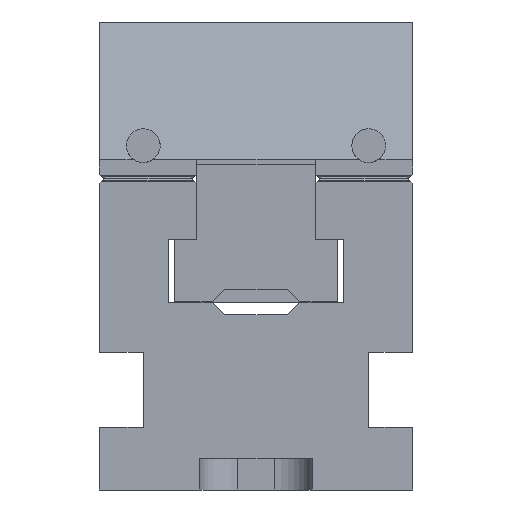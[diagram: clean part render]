
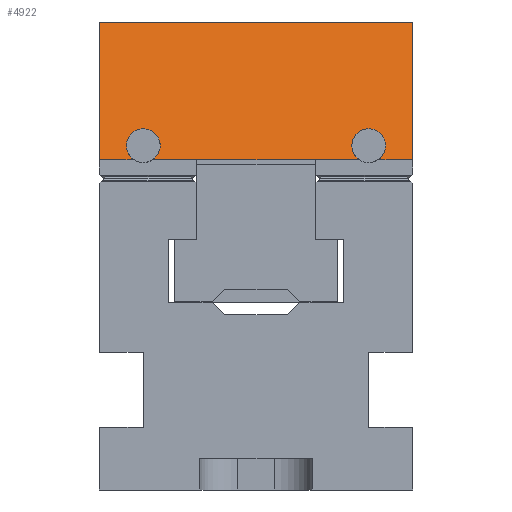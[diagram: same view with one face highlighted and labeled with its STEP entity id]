
A CAD part, front view. The second image highlights one B-rep face of the part: STEP entity #4922.
In plain terms, the highlighted face is planar.
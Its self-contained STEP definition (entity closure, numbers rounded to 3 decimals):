
#4922 = ADVANCED_FACE( '', ( #11355 ), #11356, .T. );
#11355 = FACE_OUTER_BOUND( '', #19401, .T. );
#11356 = PLANE( '', #19402 );
#19401 = EDGE_LOOP( '', ( #34805, #34806, #34807, #34808, #34809, #34810, #34811, #34812, #34813, #34814, #34815, #34816 ) );
#19402 = AXIS2_PLACEMENT_3D( '', #34817, #34818, #34819 );
#34805 = ORIENTED_EDGE( '', *, *, #52135, .F. );
#34806 = ORIENTED_EDGE( '', *, *, #55909, .T. );
#34807 = ORIENTED_EDGE( '', *, *, #49881, .F. );
#34808 = ORIENTED_EDGE( '', *, *, #55910, .T. );
#34809 = ORIENTED_EDGE( '', *, *, #54372, .F. );
#34810 = ORIENTED_EDGE( '', *, *, #55911, .F. );
#34811 = ORIENTED_EDGE( '', *, *, #55912, .T. );
#34812 = ORIENTED_EDGE( '', *, *, #51156, .T. );
#34813 = ORIENTED_EDGE( '', *, *, #54508, .F. );
#34814 = ORIENTED_EDGE( '', *, *, #51154, .T. );
#34815 = ORIENTED_EDGE( '', *, *, #55913, .F. );
#34816 = ORIENTED_EDGE( '', *, *, #50607, .F. );
#34817 = CARTESIAN_POINT( '', ( 25., 11.85, 12.5 ) );
#34818 = DIRECTION( '', ( 0., 0.966, 0.259 ) );
#34819 = DIRECTION( '', ( 0., -0.259, 0.966 ) );
#49881 = EDGE_CURVE( '', #60124, #60125, #60126, .T. );
#50607 = EDGE_CURVE( '', #61423, #61425, #61426, .T. );
#51154 = EDGE_CURVE( '', #62402, #62400, #62403, .T. );
#51156 = EDGE_CURVE( '', #62406, #62404, #62407, .T. );
#52135 = EDGE_CURVE( '', #64087, #61423, #64089, .T. );
#54372 = EDGE_CURVE( '', #67802, #67799, #67804, .T. );
#54508 = EDGE_CURVE( '', #62402, #62404, #68013, .T. );
#55909 = EDGE_CURVE( '', #64087, #60125, #70177, .T. );
#55910 = EDGE_CURVE( '', #60124, #67799, #70178, .T. );
#55911 = EDGE_CURVE( '', #70179, #67802, #70180, .T. );
#55912 = EDGE_CURVE( '', #70179, #62406, #70181, .T. );
#55913 = EDGE_CURVE( '', #61425, #62400, #70182, .T. );
#60124 = VERTEX_POINT( '', #75425 );
#60125 = VERTEX_POINT( '', #75426 );
#60126 = ELLIPSE( '', #75427, 2.795, 2.7 );
#61423 = VERTEX_POINT( '', #77319 );
#61425 = VERTEX_POINT( '', #77322 );
#61426 = LINE( '', #77323, #77324 );
#62400 = VERTEX_POINT( '', #78733 );
#62402 = VERTEX_POINT( '', #78736 );
#62403 = LINE( '', #78737, #78738 );
#62404 = VERTEX_POINT( '', #78739 );
#62406 = VERTEX_POINT( '', #78741 );
#62407 = LINE( '', #78742, #78743 );
#64087 = VERTEX_POINT( '', #81187 );
#64089 = LINE( '', #81190, #81191 );
#67799 = VERTEX_POINT( '', #86796 );
#67802 = VERTEX_POINT( '', #86801 );
#67804 = LINE( '', #86804, #86805 );
#68013 = ELLIPSE( '', #87119, 2.795, 2.7 );
#70177 = LINE( '', #90480, #90481 );
#70178 = LINE( '', #90482, #90483 );
#70179 = VERTEX_POINT( '', #90484 );
#70180 = LINE( '', #90485, #90486 );
#70181 = LINE( '', #90487, #90488 );
#70182 = LINE( '', #90489, #90490 );
#75425 = CARTESIAN_POINT( '', ( -19.463, 17.75, -9.519 ) );
#75426 = CARTESIAN_POINT( '', ( -16.537, 17.75, -9.519 ) );
#75427 = AXIS2_PLACEMENT_3D( '', #98026, #98027, #98028 );
#77319 = CARTESIAN_POINT( '', ( -9.5, 17.745, -9.5 ) );
#77322 = CARTESIAN_POINT( '', ( 9.5, 17.745, -9.5 ) );
#77323 = CARTESIAN_POINT( '', ( 25., 17.745, -9.5 ) );
#77324 = VECTOR( '', #98651, 1000. );
#78733 = CARTESIAN_POINT( '', ( 9.5, 17.75, -9.519 ) );
#78736 = CARTESIAN_POINT( '', ( 16.537, 17.75, -9.519 ) );
#78737 = CARTESIAN_POINT( '', ( 25., 17.75, -9.519 ) );
#78738 = VECTOR( '', #99145, 1000. );
#78739 = CARTESIAN_POINT( '', ( 19.463, 17.75, -9.519 ) );
#78741 = CARTESIAN_POINT( '', ( 25., 17.75, -9.519 ) );
#78742 = CARTESIAN_POINT( '', ( 25., 17.75, -9.519 ) );
#78743 = VECTOR( '', #99149, 1000. );
#81187 = CARTESIAN_POINT( '', ( -9.5, 17.75, -9.519 ) );
#81190 = CARTESIAN_POINT( '', ( -9.5, 11.85, 12.5 ) );
#81191 = VECTOR( '', #99966, 1000. );
#86796 = CARTESIAN_POINT( '', ( -25., 17.75, -9.519 ) );
#86801 = CARTESIAN_POINT( '', ( -25., 11.85, 12.5 ) );
#86804 = CARTESIAN_POINT( '', ( -25., 11.85, 12.5 ) );
#86805 = VECTOR( '', #101996, 1000. );
#87119 = AXIS2_PLACEMENT_3D( '', #102111, #102112, #102113 );
#90480 = CARTESIAN_POINT( '', ( 25., 17.75, -9.519 ) );
#90481 = VECTOR( '', #103374, 1000. );
#90482 = CARTESIAN_POINT( '', ( 25., 17.75, -9.519 ) );
#90483 = VECTOR( '', #103375, 1000. );
#90484 = CARTESIAN_POINT( '', ( 25., 11.85, 12.5 ) );
#90485 = CARTESIAN_POINT( '', ( 25., 11.85, 12.5 ) );
#90486 = VECTOR( '', #103376, 1000. );
#90487 = CARTESIAN_POINT( '', ( 25., 11.85, 12.5 ) );
#90488 = VECTOR( '', #103377, 1000. );
#90489 = CARTESIAN_POINT( '', ( 9.5, 11.85, 12.5 ) );
#90490 = VECTOR( '', #103378, 1000. );
#98026 = CARTESIAN_POINT( '', ( -18., 17.142, -7.25 ) );
#98027 = DIRECTION( '', ( 0., 0.966, 0.259 ) );
#98028 = DIRECTION( '', ( 0., 0.259, -0.966 ) );
#98651 = DIRECTION( '', ( 1., 0., 0. ) );
#99145 = DIRECTION( '', ( -1., 0., 0. ) );
#99149 = DIRECTION( '', ( -1., 0., 0. ) );
#99966 = DIRECTION( '', ( 0., -0.259, 0.966 ) );
#101996 = DIRECTION( '', ( 0., 0.259, -0.966 ) );
#102111 = CARTESIAN_POINT( '', ( 18., 17.142, -7.25 ) );
#102112 = DIRECTION( '', ( 0., 0.966, 0.259 ) );
#102113 = DIRECTION( '', ( 0., 0.259, -0.966 ) );
#103374 = DIRECTION( '', ( -1., 0., 0. ) );
#103375 = DIRECTION( '', ( -1., 0., 0. ) );
#103376 = DIRECTION( '', ( -1., 0., 0. ) );
#103377 = DIRECTION( '', ( 0., 0.259, -0.966 ) );
#103378 = DIRECTION( '', ( 0., 0.259, -0.966 ) );
